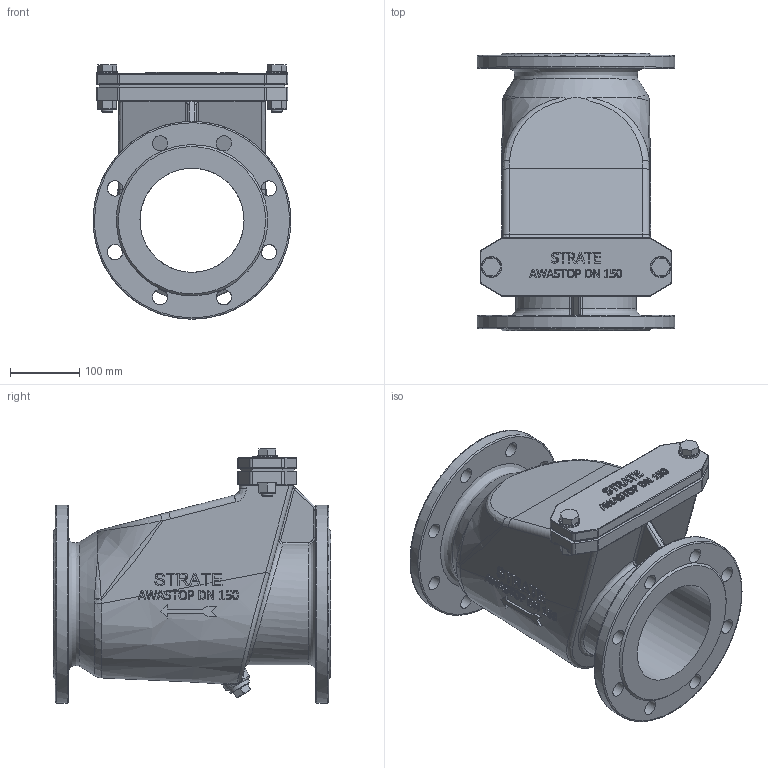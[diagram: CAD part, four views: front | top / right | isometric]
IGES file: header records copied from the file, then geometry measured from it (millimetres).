
Global section: file name: Awastop DN 150; native system: Autodesk Inventor 2018; preprocessor: unknown; author: A.Unrein; date: 20190814.130453; units: millimetre
Bounding box: 285 x 400 x 366.5 mm (x, y, z)
Volume: 11207908.8 mm3; surface area: 768349.5 mm2
Topology: 1 solids, 1 shells, 1147 faces, 3408 edges, 2305 vertices
Faces by surface type: bspline 1147
